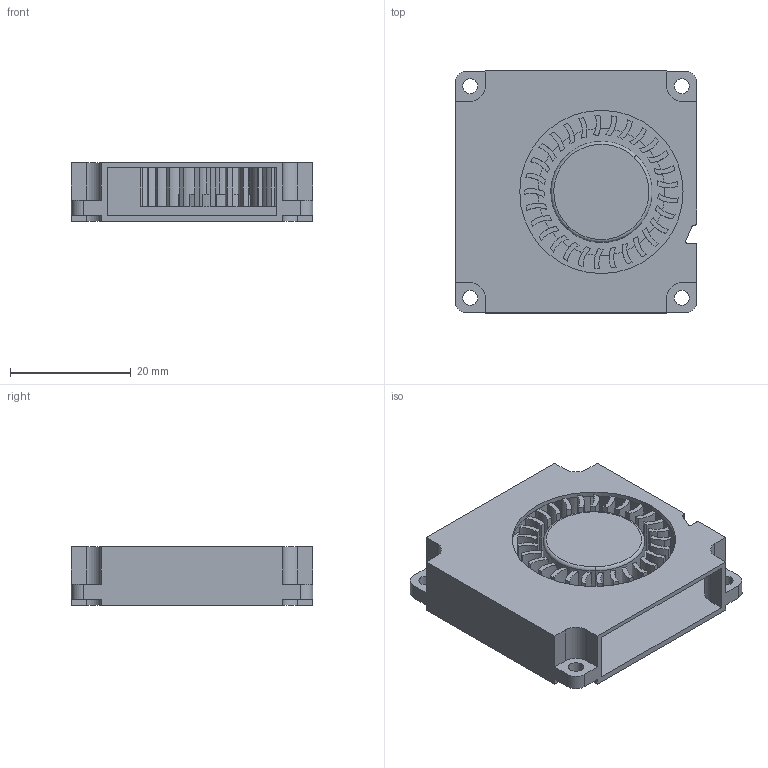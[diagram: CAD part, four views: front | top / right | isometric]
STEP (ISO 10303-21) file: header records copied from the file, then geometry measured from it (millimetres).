
FILE_DESCRIPTION (( 'STEP AP214' ), '1' );
FILE_NAME ('4010 - Blower Assembly.STEP', '2021-03-02T10:41:11', ( '' ), ( '' ), 'SwSTEP 2.0', 'SolidWorks 2019', '' );
FILE_SCHEMA (( 'AUTOMOTIVE_DESIGN' ));
Length unit declared in the file: millimetre
Products named in the file (1): 4010 - Blower Assembly
Bounding box: 40 x 40 x 9.75 mm (x, y, z)
Volume: 5701.2 mm3; surface area: 9899.5 mm2
Topology: 2 solids, 2 shells, 272 faces, 796 edges, 530 vertices
Faces by surface type: plane 140, cylinder 130, torus 2
Entity records: 12135 total; most frequent: DIRECTION 1664, CARTESIAN_POINT 1599, ORIENTED_EDGE 1592, EDGE_CURVE 796, AXIS2_PLACEMENT_3D 595, VERTEX_POINT 530, LINE 474, VECTOR 474
